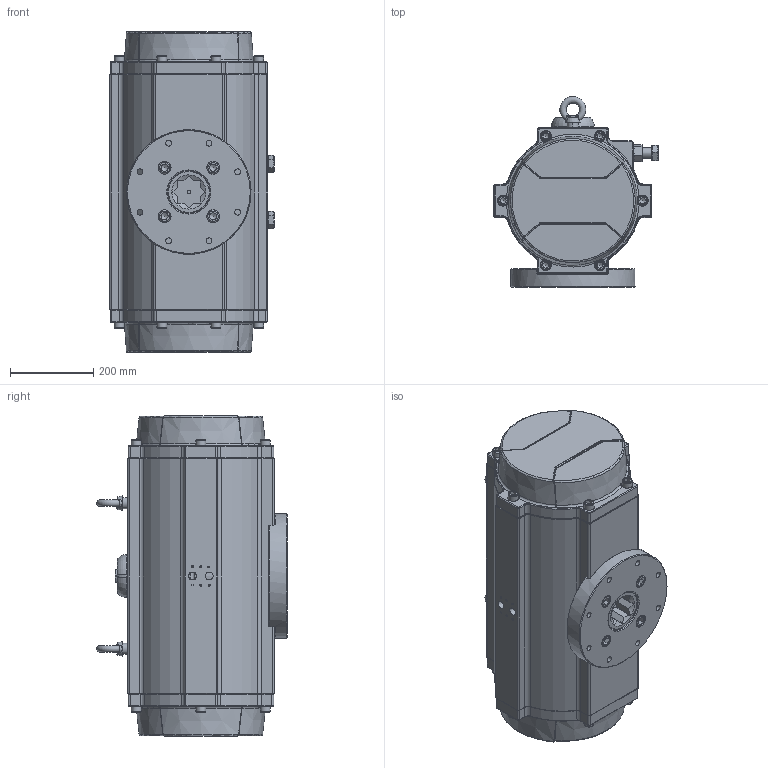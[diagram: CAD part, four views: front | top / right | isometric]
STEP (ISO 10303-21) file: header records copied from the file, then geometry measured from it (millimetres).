
FILE_DESCRIPTION(/* description */ (''),/* implementation_level */ '2;1');
FILE_NAME(/* name */ 'GTEA300-F25',/* time_stamp */ '2024-12-10T16:23:46+08:00',/* author */ ('Xiaofan.Zhang'),/* organization */ ('Rotork'),/* preprocessor_version */ 'ST-DEVELOPER v18.102',/* originating_system */ 'Solid Edge',/* authorisation */ 'Unknown');
FILE_SCHEMA (('AUTOMOTIVE_DESIGN {1 0 10303 214 3 1 1}'));
Length unit declared in the file: millimetre
Products named in the file (1): GTEA300-F25
Bounding box: 394.22 x 457.9 x 771 mm (x, y, z)
Surface area: 1472149.4 mm2 (no closed solid volume)
Topology: 0 solids, 57 shells, 1005 faces, 2811 edges, 1795 vertices
Faces by surface type: plane 388, cylinder 206, torus 162, bspline 126, cone 121, sphere 2
Full cylindrical faces by diameter (mm): 4.2 x4, 5 x5, 12 x1, 14 x8, 19 x2, 24 x14, 31 x4, 36 x2, 46 x1, 80 x2, 102 x1, 299 x1
Entity records: 37053 total; most frequent: CARTESIAN_POINT 12939, DIRECTION 4788, ORIENTED_EDGE 4548, EDGE_CURVE 2629, AXIS2_PLACEMENT_3D 1915, VERTEX_POINT 1759, FACE_BOUND 1226, EDGE_LOOP 1199
